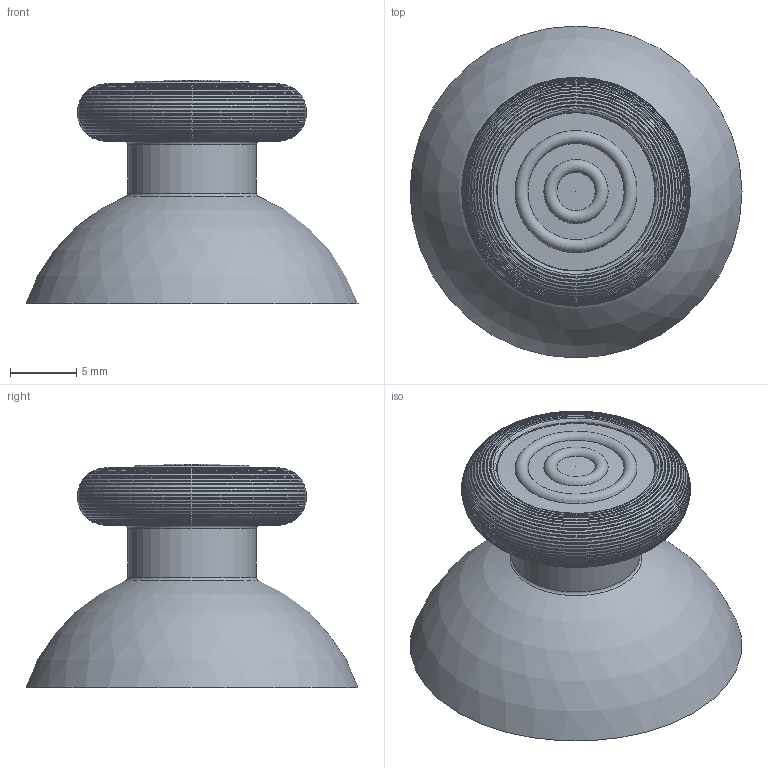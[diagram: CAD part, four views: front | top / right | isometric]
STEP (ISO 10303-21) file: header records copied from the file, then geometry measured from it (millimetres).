
FILE_DESCRIPTION(/* description */ (''),/* implementation_level */ '2;1');
FILE_NAME(/* name */ 'FullStick.step',/* time_stamp */ '2025-05-19T13:18:34-07:00',/* author */ (''),/* organization */ (''),/* preprocessor_version */ 'ST-DEVELOPER v20.1',/* originating_system */ 'Autodesk Translation Framework v14.4.0.0',/* authorisation */ '');
FILE_SCHEMA (('AUTOMOTIVE_DESIGN { 1 0 10303 214 3 1 1 }'));
Length unit declared in the file: millimetre
Products named in the file (3): PGC4_Stick; PlasticPart; RubberPart
Assembly tree (2 placements, depth 2):
  PGC4_Stick
    PlasticPart
    RubberPart
Bounding box: 25.15 x 25.15 x 16.92 mm (x, y, z)
Volume: 1933.8 mm3; surface area: 3247 mm2
Topology: 2 solids, 2 shells, 260 faces, 781 edges, 498 vertices
Faces by surface type: torus 117, bspline 62, plane 49, cone 25, cylinder 5, sphere 2
Full cylindrical faces by diameter (mm): 9.7 x1, 12.2 x2
Entity records: 13242 total; most frequent: CARTESIAN_POINT 6506, ORIENTED_EDGE 1560, DIRECTION 1318, EDGE_CURVE 780, AXIS2_PLACEMENT_3D 629, VERTEX_POINT 498, CIRCLE 406, B_SPLINE_CURVE_WITH_KNOTS 291
